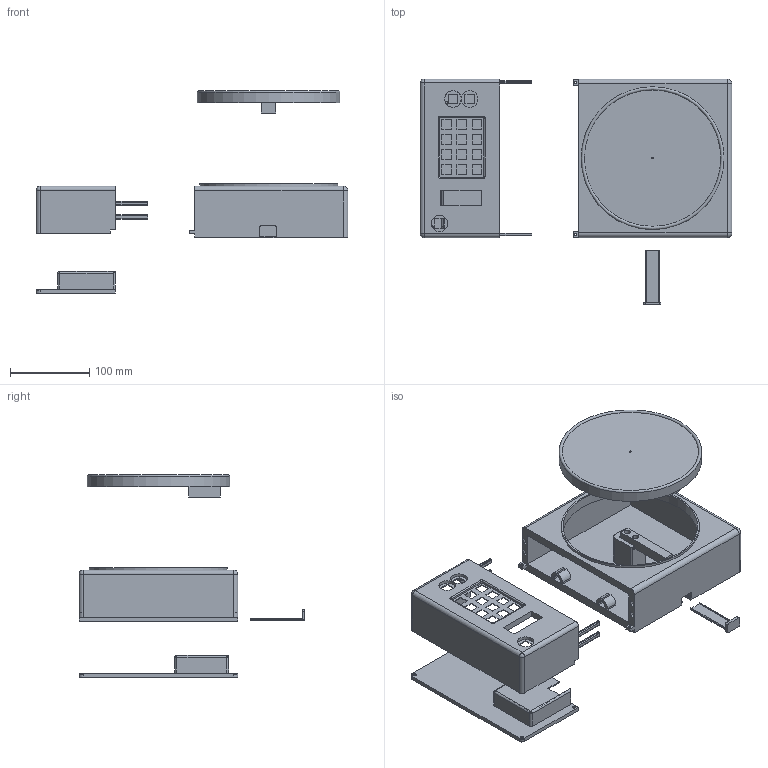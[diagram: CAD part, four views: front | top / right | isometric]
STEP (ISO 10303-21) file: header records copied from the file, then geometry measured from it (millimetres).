
FILE_DESCRIPTION(/* description */ (''),/* implementation_level */ '2;1');
FILE_NAME(/* name */ 'REACH Weighing Scale v3.step',/* time_stamp */ '2022-02-09T22:54:56+08:00',/* author */ (''),/* organization */ (''),/* preprocessor_version */ 'ST-DEVELOPER v18.1',/* originating_system */ 'Autodesk Translation Framework v10.10.0.1391',/* authorisation */ '');
FILE_SCHEMA (('AUTOMOTIVE_DESIGN { 1 0 10303 214 3 1 1 }'));
Length unit declared in the file: millimetre
Products named in the file (3): Assemble; Plate; Component3
Assembly tree (2 placements, depth 2):
  Assemble
    Plate
    Component3
Bounding box: 393 x 284.65 x 255 mm (x, y, z)
Volume: 1485456.4 mm3; surface area: 408354.5 mm2
Topology: 11 solids, 11 shells, 480 faces, 1216 edges, 802 vertices
Faces by surface type: plane 323, cylinder 141, sphere 7, torus 5, bspline 4
Full cylindrical faces by diameter (mm): 3 x4, 3.1 x2, 4.5 x20, 5.2 x2, 5.4 x4, 7.1 x2, 7.3 x4, 21 x3, 170 x1, 174 x1, 176 x1, 180 x1
Entity records: 14610 total; most frequent: CARTESIAN_POINT 2522, DIRECTION 2486, ORIENTED_EDGE 2430, EDGE_CURVE 1215, LINE 906, VECTOR 906, VERTEX_POINT 802, AXIS2_PLACEMENT_3D 790
